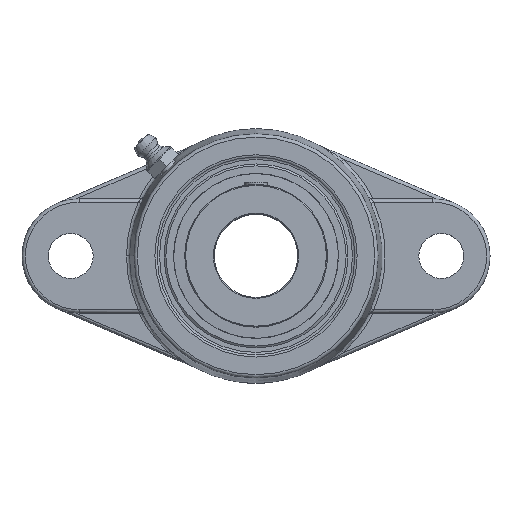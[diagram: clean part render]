
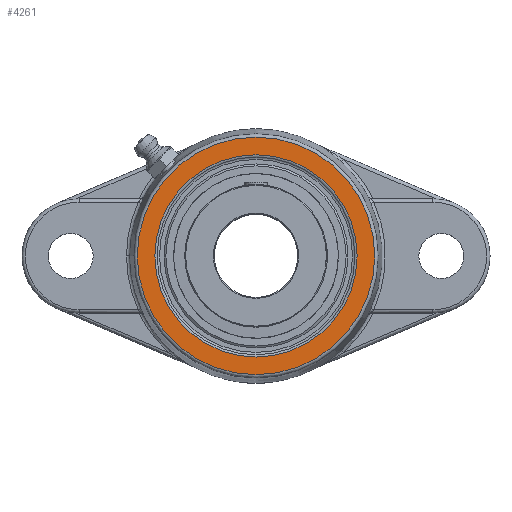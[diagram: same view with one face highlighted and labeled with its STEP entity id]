
A CAD part, top view. The second image highlights one B-rep face of the part: STEP entity #4261.
In plain terms, the highlighted planar face has unit normal (0, 0, 1).
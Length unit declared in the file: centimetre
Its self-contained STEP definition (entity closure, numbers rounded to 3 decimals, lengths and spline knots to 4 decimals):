
#4200=CARTESIAN_POINT('',(-3.1718,0.,2.5));
#4201=VERTEX_POINT('',#4200);
#4213=CARTESIAN_POINT('',(0.,3.1718,2.5));
#4214=VERTEX_POINT('',#4213);
#4215=CARTESIAN_POINT('',(0.,0.,2.5));
#4216=DIRECTION('',(-0.,0.,-1.));
#4217=DIRECTION('',(-0.,-1.,0.));
#4218=AXIS2_PLACEMENT_3D('',#4215,#4216,#4217);
#4219=CIRCLE('',#4218,3.1718);
#4220=EDGE_CURVE('',#4201,#4214,#4219,.T.);
#4222=CARTESIAN_POINT('',(0.,0.,2.5));
#4223=DIRECTION('',(-0.,0.,-1.));
#4224=DIRECTION('',(-0.,-1.,0.));
#4225=AXIS2_PLACEMENT_3D('',#4222,#4223,#4224);
#4226=CIRCLE('',#4225,3.1718);
#4227=EDGE_CURVE('',#4214,#4201,#4226,.T.);
#4232=CARTESIAN_POINT('',(0.,0.,2.5));
#4233=DIRECTION('',(0.,0.,1.));
#4234=DIRECTION('',(1.,0.,0.));
#4235=AXIS2_PLACEMENT_3D('',#4232,#4233,#4234);
#4236=PLANE('',#4235);
#4237=CARTESIAN_POINT('',(2.7008,-0.,2.5));
#4238=VERTEX_POINT('',#4237);
#4239=CARTESIAN_POINT('',(0.,-2.7008,2.5));
#4240=VERTEX_POINT('',#4239);
#4241=CARTESIAN_POINT('',(0.,0.,2.5));
#4242=DIRECTION('',(0.,-0.,1.));
#4243=DIRECTION('',(0.,1.,0.));
#4244=AXIS2_PLACEMENT_3D('',#4241,#4242,#4243);
#4245=CIRCLE('',#4244,2.7008);
#4246=EDGE_CURVE('',#4238,#4240,#4245,.T.);
#4247=ORIENTED_EDGE('',*,*,#4246,.F.);
#4248=CARTESIAN_POINT('',(0.,0.,2.5));
#4249=DIRECTION('',(0.,-0.,1.));
#4250=DIRECTION('',(0.,1.,0.));
#4251=AXIS2_PLACEMENT_3D('',#4248,#4249,#4250);
#4252=CIRCLE('',#4251,2.7008);
#4253=EDGE_CURVE('',#4240,#4238,#4252,.T.);
#4254=ORIENTED_EDGE('',*,*,#4253,.F.);
#4255=EDGE_LOOP('',(#4247,#4254));
#4256=FACE_BOUND('',#4255,.T.);
#4257=ORIENTED_EDGE('',*,*,#4220,.F.);
#4258=ORIENTED_EDGE('',*,*,#4227,.F.);
#4259=EDGE_LOOP('',(#4257,#4258));
#4260=FACE_BOUND('',#4259,.T.);
#4261=ADVANCED_FACE('',(#4256,#4260),#4236,.T.);
